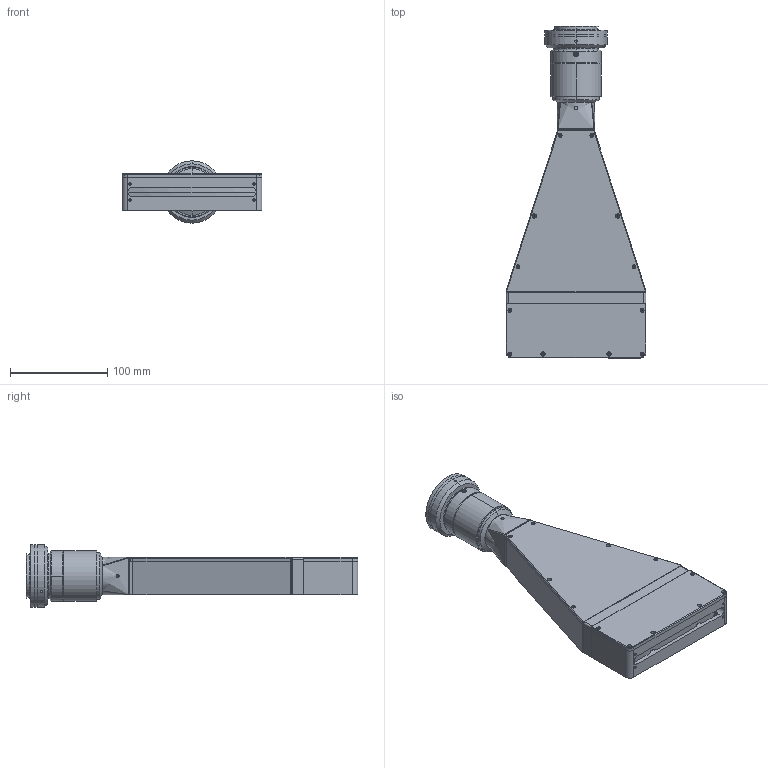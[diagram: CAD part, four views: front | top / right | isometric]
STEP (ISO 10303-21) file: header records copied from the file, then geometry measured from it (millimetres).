
FILE_DESCRIPTION (( 'STEP AP214' ), '1' );
FILE_NAME ('DW71528.STEP', '2014-05-21T07:19:21', ( 'piermario' ), ( '' ), 'SwSTEP 2.0', 'SolidWorks 2013', '' );
FILE_SCHEMA (( 'AUTOMOTIVE_DESIGN' ));
Length unit declared in the file: millimetre
Products named in the file (1): DW71528
Bounding box: 144 x 341.58 x 64 mm (x, y, z)
Surface area: 144813.5 mm2 (no closed solid volume)
Topology: 0 solids, 26 shells, 309 faces, 1051 edges, 760 vertices
Faces by surface type: plane 136, cylinder 115, cone 34, torus 12, bspline 10, sphere 2
Entity records: 18669 total; most frequent: CARTESIAN_POINT 6077, DIRECTION 1988, ORIENTED_EDGE 1628, EDGE_CURVE 1051, VERTEX_POINT 760, AXIS2_PLACEMENT_3D 711, LINE 566, VECTOR 566
